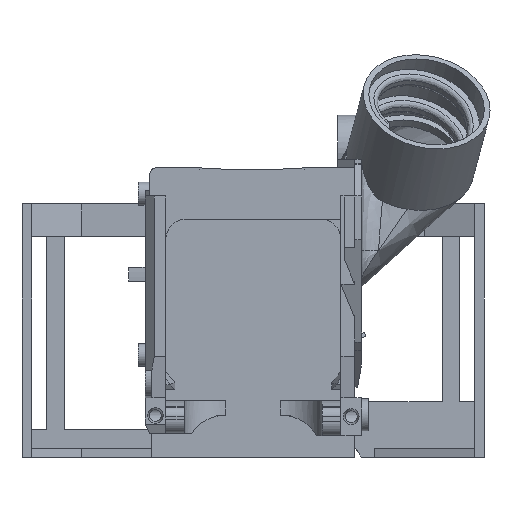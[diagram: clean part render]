
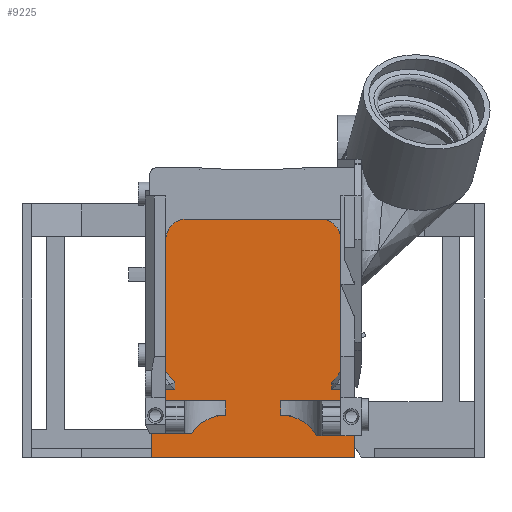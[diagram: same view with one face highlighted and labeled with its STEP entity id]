
A CAD part, front view. The second image highlights one B-rep face of the part: STEP entity #9225.
In plain terms, the highlighted planar face has unit normal (0, -1, 0).
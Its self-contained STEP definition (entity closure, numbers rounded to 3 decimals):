
#349=PLANE('',#9939);
#839=FACE_OUTER_BOUND('',#1352,.T.);
#1352=EDGE_LOOP('',(#7990,#7991,#7992,#7993,#7994,#7995,#7996,#7997,#7998,
#7999,#8000,#8001,#8002,#8003,#8004,#8005,#8006,#8007,#8008,#8009,#8010,
#8011,#8012,#8013));
#1625=CIRCLE('',#9725,4.5);
#1647=CIRCLE('',#9829,4.5);
#2313=LINE('',#16715,#3281);
#2315=LINE('',#16719,#3283);
#2316=LINE('',#16723,#3284);
#2317=LINE('',#16727,#3285);
#2320=LINE('',#16733,#3288);
#2323=LINE('',#16738,#3291);
#2324=LINE('',#16741,#3292);
#2330=LINE('',#16754,#3298);
#2331=LINE('',#16757,#3299);
#2333=LINE('',#16761,#3301);
#2336=LINE('',#16767,#3304);
#2337=LINE('',#16771,#3305);
#2338=LINE('',#16775,#3306);
#2340=LINE('',#16779,#3308);
#2513=LINE('',#17281,#3481);
#2521=LINE('',#17294,#3489);
#2522=LINE('',#17295,#3490);
#2528=LINE('',#17310,#3496);
#2529=LINE('',#17311,#3497);
#2551=LINE('',#17439,#3519);
#2586=LINE('',#17608,#3554);
#2587=LINE('',#17609,#3555);
#3281=VECTOR('',#11273,10.);
#3283=VECTOR('',#11277,10.);
#3284=VECTOR('',#11282,10.);
#3285=VECTOR('',#11287,10.);
#3288=VECTOR('',#11292,10.);
#3291=VECTOR('',#11297,10.);
#3292=VECTOR('',#11300,10.);
#3298=VECTOR('',#11312,10.);
#3299=VECTOR('',#11315,10.);
#3301=VECTOR('',#11319,10.);
#3304=VECTOR('',#11324,10.);
#3305=VECTOR('',#11329,10.);
#3306=VECTOR('',#11334,10.);
#3308=VECTOR('',#11338,10.);
#3481=VECTOR('',#11691,10.);
#3489=VECTOR('',#11705,10.);
#3490=VECTOR('',#11706,10.);
#3496=VECTOR('',#11720,10.);
#3497=VECTOR('',#11721,10.);
#3519=VECTOR('',#11829,10.);
#3554=VECTOR('',#11994,10.);
#3555=VECTOR('',#11995,10.);
#4279=VERTEX_POINT('',#16708);
#4280=VERTEX_POINT('',#16712);
#4281=VERTEX_POINT('',#16714);
#4282=VERTEX_POINT('',#16718);
#4283=VERTEX_POINT('',#16722);
#4284=VERTEX_POINT('',#16726);
#4285=VERTEX_POINT('',#16730);
#4286=VERTEX_POINT('',#16732);
#4287=VERTEX_POINT('',#16736);
#4288=VERTEX_POINT('',#16740);
#4289=VERTEX_POINT('',#16744);
#4290=VERTEX_POINT('',#16745);
#4291=VERTEX_POINT('',#16750);
#4292=VERTEX_POINT('',#16752);
#4293=VERTEX_POINT('',#16756);
#4294=VERTEX_POINT('',#16760);
#4295=VERTEX_POINT('',#16764);
#4296=VERTEX_POINT('',#16766);
#4297=VERTEX_POINT('',#16770);
#4298=VERTEX_POINT('',#16774);
#4299=VERTEX_POINT('',#16778);
#4426=VERTEX_POINT('',#17300);
#4427=VERTEX_POINT('',#17301);
#4509=VERTEX_POINT('',#17607);
#5368=EDGE_CURVE('',#4280,#4281,#2313,.T.);
#5370=EDGE_CURVE('',#4282,#4279,#2315,.T.);
#5372=EDGE_CURVE('',#4282,#4283,#2316,.T.);
#5374=EDGE_CURVE('',#4284,#4283,#2317,.T.);
#5377=EDGE_CURVE('',#4286,#4285,#2320,.T.);
#5380=EDGE_CURVE('',#4287,#4286,#2323,.T.);
#5381=EDGE_CURVE('',#4288,#4287,#2324,.T.);
#5383=EDGE_CURVE('',#4289,#4290,#1625,.T.);
#5388=EDGE_CURVE('',#4291,#4292,#2330,.T.);
#5389=EDGE_CURVE('',#4293,#4291,#2331,.T.);
#5391=EDGE_CURVE('',#4294,#4293,#2333,.T.);
#5394=EDGE_CURVE('',#4296,#4295,#2336,.T.);
#5396=EDGE_CURVE('',#4296,#4297,#2337,.T.);
#5398=EDGE_CURVE('',#4298,#4297,#2338,.T.);
#5400=EDGE_CURVE('',#4281,#4299,#2340,.T.);
#5603=EDGE_CURVE('',#4298,#4280,#2513,.T.);
#5611=EDGE_CURVE('',#4292,#4289,#2521,.T.);
#5612=EDGE_CURVE('',#4294,#4295,#2522,.T.);
#5615=EDGE_CURVE('',#4426,#4427,#1647,.T.);
#5620=EDGE_CURVE('',#4285,#4284,#2528,.T.);
#5621=EDGE_CURVE('',#4427,#4288,#2529,.T.);
#5675=EDGE_CURVE('',#4426,#4290,#2551,.T.);
#5753=EDGE_CURVE('',#4279,#4509,#2586,.T.);
#5754=EDGE_CURVE('',#4299,#4509,#2587,.T.);
#7990=ORIENTED_EDGE('',*,*,#5400,.F.);
#7991=ORIENTED_EDGE('',*,*,#5368,.F.);
#7992=ORIENTED_EDGE('',*,*,#5603,.F.);
#7993=ORIENTED_EDGE('',*,*,#5398,.T.);
#7994=ORIENTED_EDGE('',*,*,#5396,.F.);
#7995=ORIENTED_EDGE('',*,*,#5394,.T.);
#7996=ORIENTED_EDGE('',*,*,#5612,.F.);
#7997=ORIENTED_EDGE('',*,*,#5391,.T.);
#7998=ORIENTED_EDGE('',*,*,#5389,.T.);
#7999=ORIENTED_EDGE('',*,*,#5388,.T.);
#8000=ORIENTED_EDGE('',*,*,#5611,.T.);
#8001=ORIENTED_EDGE('',*,*,#5383,.T.);
#8002=ORIENTED_EDGE('',*,*,#5675,.F.);
#8003=ORIENTED_EDGE('',*,*,#5615,.T.);
#8004=ORIENTED_EDGE('',*,*,#5621,.T.);
#8005=ORIENTED_EDGE('',*,*,#5381,.T.);
#8006=ORIENTED_EDGE('',*,*,#5380,.T.);
#8007=ORIENTED_EDGE('',*,*,#5377,.T.);
#8008=ORIENTED_EDGE('',*,*,#5620,.T.);
#8009=ORIENTED_EDGE('',*,*,#5374,.T.);
#8010=ORIENTED_EDGE('',*,*,#5372,.F.);
#8011=ORIENTED_EDGE('',*,*,#5370,.T.);
#8012=ORIENTED_EDGE('',*,*,#5753,.T.);
#8013=ORIENTED_EDGE('',*,*,#5754,.F.);
#9225=ADVANCED_FACE('',(#839),#349,.F.);
#9725=AXIS2_PLACEMENT_3D('',#16746,#11304,#11305);
#9829=AXIS2_PLACEMENT_3D('',#17302,#11711,#11712);
#9939=AXIS2_PLACEMENT_3D('',#17606,#11992,#11993);
#11273=DIRECTION('',(-1.,0.,0.));
#11277=DIRECTION('',(-1.,0.,0.));
#11282=DIRECTION('',(0.,0.,1.));
#11287=DIRECTION('',(1.,0.,0.));
#11292=DIRECTION('',(-1.,0.,0.));
#11297=DIRECTION('',(0.,0.,-1.));
#11300=DIRECTION('',(0.643,0.,-0.766));
#11304=DIRECTION('center_axis',(0.,-1.,0.));
#11305=DIRECTION('ref_axis',(0.707,0.,0.707));
#11312=DIRECTION('',(0.643,0.,0.766));
#11315=DIRECTION('',(0.,0.,1.));
#11319=DIRECTION('',(-1.,0.,0.));
#11324=DIRECTION('',(1.,0.,0.));
#11329=DIRECTION('',(0.,0.,-1.));
#11334=DIRECTION('',(-1.,0.,0.));
#11338=DIRECTION('',(-1.,0.,0.));
#11691=DIRECTION('',(0.,0.,-1.));
#11705=DIRECTION('',(0.,0.,1.));
#11706=DIRECTION('',(0.,0.,-1.));
#11711=DIRECTION('center_axis',(0.,-1.,0.));
#11712=DIRECTION('ref_axis',(-0.707,0.,0.707));
#11720=DIRECTION('',(0.,0.,-1.));
#11721=DIRECTION('',(0.,0.,-1.));
#11829=DIRECTION('',(1.,0.,0.));
#11992=DIRECTION('center_axis',(0.,1.,0.));
#11993=DIRECTION('ref_axis',(-1.,0.,0.));
#11994=DIRECTION('',(0.,0.,-1.));
#11995=DIRECTION('',(-1.,0.,0.));
#16708=CARTESIAN_POINT('',(-22.,-9.,4.118));
#16712=CARTESIAN_POINT('',(22.,-9.,-5.));
#16714=CARTESIAN_POINT('',(6.,-9.,-5.));
#16715=CARTESIAN_POINT('',(10.076,-9.,-5.));
#16718=CARTESIAN_POINT('',(-6.,-9.,4.118));
#16719=CARTESIAN_POINT('',(-8.924,-9.,4.118));
#16722=CARTESIAN_POINT('',(-6.,-9.,7.279));
#16723=CARTESIAN_POINT('',(-6.,-9.,15.678));
#16726=CARTESIAN_POINT('',(-19.,-9.,7.279));
#16727=CARTESIAN_POINT('',(-8.924,-9.,7.279));
#16730=CARTESIAN_POINT('',(-19.,-9.,9.703));
#16732=CARTESIAN_POINT('',(-17.,-9.,9.703));
#16733=CARTESIAN_POINT('',(-8.924,-9.,9.703));
#16736=CARTESIAN_POINT('',(-17.,-9.,11.203));
#16738=CARTESIAN_POINT('',(-17.,-9.,18.778));
#16740=CARTESIAN_POINT('',(-19.,-9.,13.587));
#16741=CARTESIAN_POINT('',(-17.349,-9.,11.619));
#16744=CARTESIAN_POINT('',(19.,-9.,42.203));
#16745=CARTESIAN_POINT('',(14.5,-9.,46.703));
#16746=CARTESIAN_POINT('Origin',(14.5,-9.,42.203));
#16750=CARTESIAN_POINT('',(17.,-9.,11.203));
#16752=CARTESIAN_POINT('',(19.,-9.,13.587));
#16754=CARTESIAN_POINT('',(18.825,-9.,13.378));
#16756=CARTESIAN_POINT('',(17.,-9.,9.703));
#16757=CARTESIAN_POINT('',(17.,-9.,19.528));
#16760=CARTESIAN_POINT('',(19.,-9.,9.703));
#16761=CARTESIAN_POINT('',(9.076,-9.,9.703));
#16764=CARTESIAN_POINT('',(19.,-9.,7.279));
#16766=CARTESIAN_POINT('',(6.,-9.,7.279));
#16767=CARTESIAN_POINT('',(10.076,-9.,7.279));
#16770=CARTESIAN_POINT('',(6.,-9.,4.118));
#16771=CARTESIAN_POINT('',(6.,-9.,15.678));
#16774=CARTESIAN_POINT('',(22.,-9.,4.118));
#16775=CARTESIAN_POINT('',(10.076,-9.,4.118));
#16778=CARTESIAN_POINT('',(-6.,-9.,-5.));
#16779=CARTESIAN_POINT('',(-17.745,-9.,-5.));
#17281=CARTESIAN_POINT('',(22.,-9.,4.118));
#17294=CARTESIAN_POINT('',(19.,-9.,44.778));
#17295=CARTESIAN_POINT('',(19.,-9.,16.278));
#17300=CARTESIAN_POINT('',(-14.5,-9.,46.703));
#17301=CARTESIAN_POINT('',(-19.,-9.,42.203));
#17302=CARTESIAN_POINT('Origin',(-14.5,-9.,42.203));
#17310=CARTESIAN_POINT('',(-19.,-9.,44.778));
#17311=CARTESIAN_POINT('',(-19.,-9.,44.778));
#17439=CARTESIAN_POINT('',(-17.745,-9.,46.703));
#17606=CARTESIAN_POINT('Origin',(-26.985,-9.,10.842));
#17607=CARTESIAN_POINT('',(-22.,-9.,-5.));
#17608=CARTESIAN_POINT('',(-22.,-9.,4.118));
#17609=CARTESIAN_POINT('',(-8.924,-9.,-5.));
